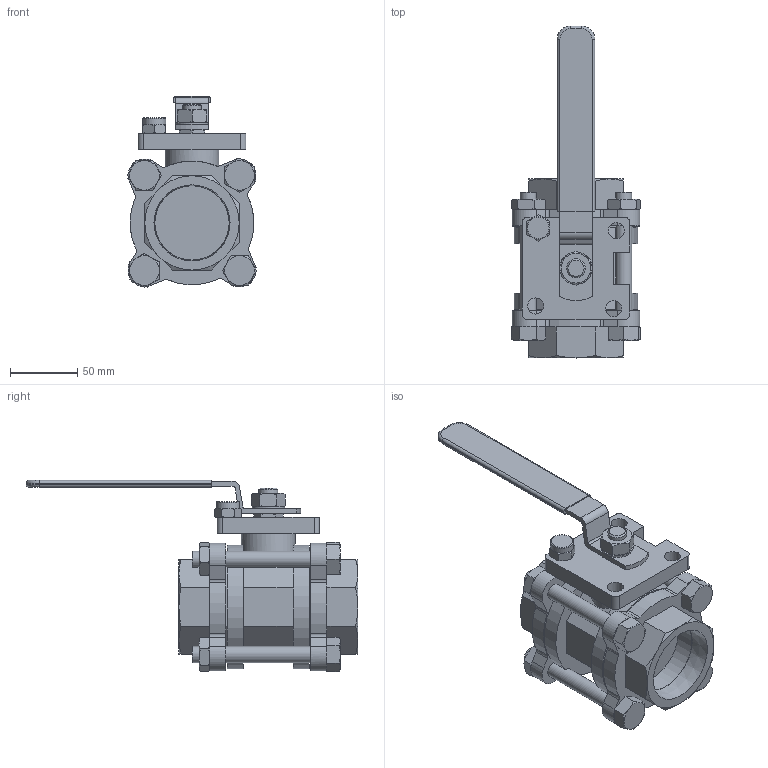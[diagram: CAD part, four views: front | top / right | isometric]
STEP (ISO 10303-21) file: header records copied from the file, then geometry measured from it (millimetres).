
FILE_DESCRIPTION((''),'2;1');
FILE_NAME('bv100-050-screw-00.stp','2012-07-12T13:02:59',('nakaot'),(''),'Autodesk Inventor 2012','Autodesk Inventor 2012','');
FILE_SCHEMA(('AUTOMOTIVE_DESIGN { 1 0 10303 214 1 1 1 1 }'));
Length unit declared in the file: millimetre
Products named in the file (1): bv100-050-screw-00
Bounding box: 96.11 x 246.5 x 142.06 mm (x, y, z)
Volume: 735236.6 mm3; surface area: 123857.5 mm2
Topology: 1 solids, 1 shells, 403 faces, 997 edges, 613 vertices
Faces by surface type: plane 202, cone 121, cylinder 75, torus 5
Full cylindrical faces by diameter (mm): 12 x12, 14 x1, 17 x1, 24 x1, 40 x1, 55.169 x2
Entity records: 11537 total; most frequent: CARTESIAN_POINT 2474, ORIENTED_EDGE 1942, DIRECTION 1864, EDGE_CURVE 971, AXIS2_PLACEMENT_3D 727, VERTEX_POINT 609, EDGE_LOOP 472, VECTOR 410
